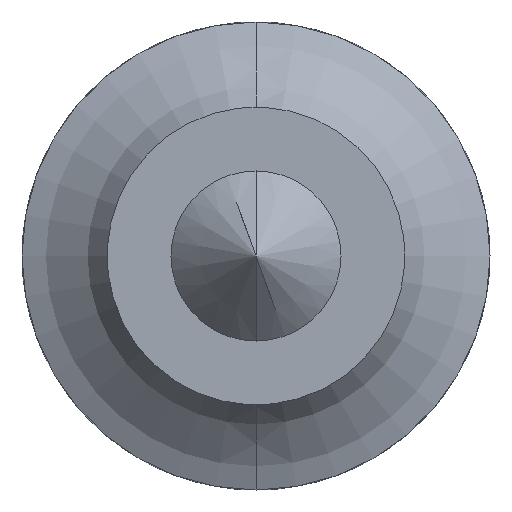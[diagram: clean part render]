
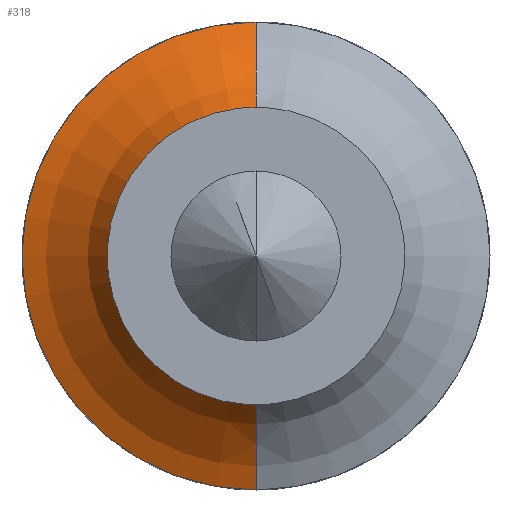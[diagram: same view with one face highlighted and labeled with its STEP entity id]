
A CAD part, front view. The second image highlights one B-rep face of the part: STEP entity #318.
In plain terms, the highlighted toroidal (fillet/blend) face has major radius 13.574 mm and minor radius 8 mm.
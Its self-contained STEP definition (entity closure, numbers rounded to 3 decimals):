
#117 = VERTEX_POINT ( 'NONE', #510 ) ;
#168 = ORIENTED_EDGE ( 'NONE', *, *, #929, .T. ) ;
#178 = EDGE_LOOP ( 'NONE', ( #683, #168, #687, #625 ) ) ;
#221 = VERTEX_POINT ( 'NONE', #530 ) ;
#223 = VERTEX_POINT ( 'NONE', #522 ) ;
#225 = VERTEX_POINT ( 'NONE', #523 ) ;
#231 = DIRECTION ( 'NONE',  ( 1., 0., 0. ) ) ;
#292 = CARTESIAN_POINT ( 'NONE',  ( 0., 48., 0. ) ) ;
#298 = DIRECTION ( 'NONE',  ( 0., 0., 1. ) ) ;
#316 = EDGE_CURVE ( 'NONE', #117, #223, #842, .T. ) ;
#318 = ADVANCED_FACE ( 'NONE', ( #677 ), #805, .F. ) ;
#334 = DIRECTION ( 'NONE',  ( 0., 1., 0. ) ) ;
#353 = DIRECTION ( 'NONE',  ( 0., 0., -1. ) ) ;
#355 = DIRECTION ( 'NONE',  ( -1., 0., 0. ) ) ;
#365 = DIRECTION ( 'NONE',  ( 0., 0., 1. ) ) ;
#371 = CARTESIAN_POINT ( 'NONE',  ( 0., 45.426, -13.574 ) ) ;
#415 = CARTESIAN_POINT ( 'NONE',  ( 0., 45.426, 13.574 ) ) ;
#494 = DIRECTION ( 'NONE',  ( 0., 1., 0. ) ) ;
#495 = CARTESIAN_POINT ( 'NONE',  ( 0., 45.426, 0. ) ) ;
#499 = CARTESIAN_POINT ( 'NONE',  ( 0., 53., 0. ) ) ;
#510 = CARTESIAN_POINT ( 'NONE',  ( 0., 53., -11. ) ) ;
#522 = CARTESIAN_POINT ( 'NONE',  ( 0., 53., 11. ) ) ;
#523 = CARTESIAN_POINT ( 'NONE',  ( 0., 48., -6. ) ) ;
#530 = CARTESIAN_POINT ( 'NONE',  ( 0., 48., 6. ) ) ;
#540 = DIRECTION ( 'NONE',  ( 0., 0., 1. ) ) ;
#541 = DIRECTION ( 'NONE',  ( 0., 1., 0. ) ) ;
#548 = DIRECTION ( 'NONE',  ( 0., 0., 1. ) ) ;
#625 = ORIENTED_EDGE ( 'NONE', *, *, #945, .F. ) ;
#677 = FACE_OUTER_BOUND ( 'NONE', #178, .T. ) ;
#683 = ORIENTED_EDGE ( 'NONE', *, *, #316, .F. ) ;
#687 = ORIENTED_EDGE ( 'NONE', *, *, #948, .T. ) ;
#733 = CIRCLE ( 'NONE', #740, 6. ) ;
#740 = AXIS2_PLACEMENT_3D ( 'NONE', #292, #334, #298 ) ;
#745 = AXIS2_PLACEMENT_3D ( 'NONE', #415, #355, #365 ) ;
#802 = AXIS2_PLACEMENT_3D ( 'NONE', #495, #494, #548 ) ;
#805 = TOROIDAL_SURFACE ( 'NONE', #802, 13.574, 8. ) ;
#818 = AXIS2_PLACEMENT_3D ( 'NONE', #499, #541, #540 ) ;
#824 = AXIS2_PLACEMENT_3D ( 'NONE', #371, #231, #353 ) ;
#842 = CIRCLE ( 'NONE', #818, 11. ) ;
#881 = CIRCLE ( 'NONE', #745, 8. ) ;
#886 = CIRCLE ( 'NONE', #824, 8. ) ;
#929 = EDGE_CURVE ( 'NONE', #117, #225, #886, .T. ) ;
#945 = EDGE_CURVE ( 'NONE', #223, #221, #881, .T. ) ;
#948 = EDGE_CURVE ( 'NONE', #225, #221, #733, .T. ) ;
